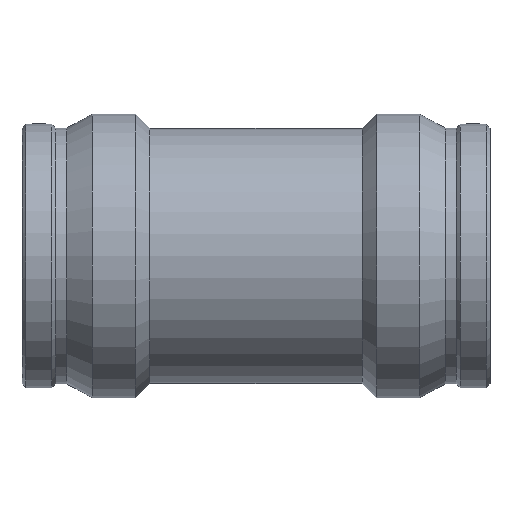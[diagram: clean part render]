
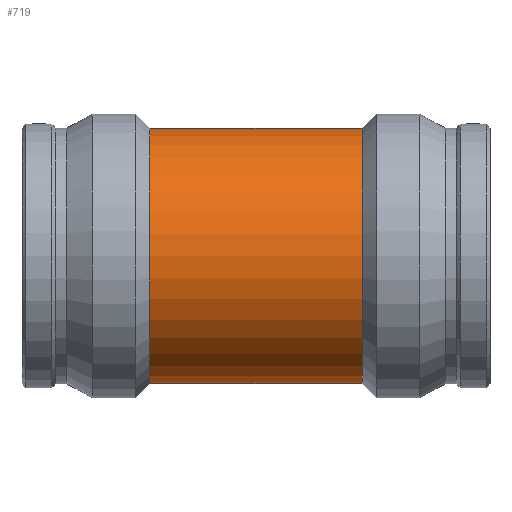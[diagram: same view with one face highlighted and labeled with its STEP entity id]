
A CAD part, top view. The second image highlights one B-rep face of the part: STEP entity #719.
In plain terms, the highlighted cylindrical face has radius 146.7 mm (diameter 293.4 mm), a full revolution.
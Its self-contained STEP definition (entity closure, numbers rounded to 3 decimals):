
#79=FACE_BOUND('',#331,.T.);
#80=FACE_BOUND('',#332,.T.);
#147=CIRCLE('',#807,146.7);
#148=CIRCLE('',#808,146.7);
#199=CYLINDRICAL_SURFACE('',#806,146.7);
#235=FACE_OUTER_BOUND('',#330,.T.);
#330=EDGE_LOOP('',(#616));
#331=EDGE_LOOP('',(#617));
#332=EDGE_LOOP('',(#618));
#416=B_SPLINE_CURVE_WITH_KNOTS('',3,(#1449,#1450,#1451,#1452,#1453,#1454,
#1455,#1456,#1457,#1458,#1459,#1460,#1461,#1462,#1463,#1464,#1465,#1466,
#1467,#1468,#1469,#1470,#1471,#1472,#1473,#1474,#1475,#1476,#1477,#1478,
#1479,#1480,#1481,#1482,#1483,#1484,#1485,#1486,#1487,#1488,#1489,#1490,
#1491,#1492,#1493,#1494,#1495,#1496,#1497,#1498,#1499,#1500,#1501,#1502,
#1503,#1504,#1505,#1506,#1507,#1508,#1509,#1510,#1511,#1512,#1513,#1514),
 .UNSPECIFIED.,.T.,.F.,(4,2,2,2,2,2,2,2,2,2,2,2,2,2,2,2,2,2,2,2,2,2,2,2,
2,2,2,2,2,2,2,2,4),(0.,0.95,1.9,2.851,
3.801,4.751,5.701,6.65,7.6,
8.55,9.5,10.449,11.399,12.349,
13.3,14.25,15.2,16.15,17.101,
18.051,19.001,19.951,20.901,21.85,
22.8,23.75,24.7,25.649,26.599,
27.549,28.5,29.45,30.4),
 .UNSPECIFIED.);
#439=VERTEX_POINT('',#1448);
#448=VERTEX_POINT('',#1541);
#449=VERTEX_POINT('',#1543);
#509=EDGE_CURVE('',#439,#439,#416,.T.);
#518=EDGE_CURVE('',#448,#448,#147,.T.);
#519=EDGE_CURVE('',#449,#449,#148,.T.);
#616=ORIENTED_EDGE('',*,*,#518,.F.);
#617=ORIENTED_EDGE('',*,*,#519,.T.);
#618=ORIENTED_EDGE('',*,*,#509,.T.);
#719=ADVANCED_FACE('',(#235,#79,#80),#199,.T.);
#806=AXIS2_PLACEMENT_3D('',#1540,#977,#978);
#807=AXIS2_PLACEMENT_3D('',#1542,#979,#980);
#808=AXIS2_PLACEMENT_3D('',#1544,#981,#982);
#977=DIRECTION('center_axis',(1.,0.,0.));
#978=DIRECTION('ref_axis',(0.,1.,0.));
#979=DIRECTION('center_axis',(1.,0.,0.));
#980=DIRECTION('ref_axis',(0.,0.,-1.));
#981=DIRECTION('center_axis',(1.,0.,0.));
#982=DIRECTION('ref_axis',(0.,0.,-1.));
#1448=CARTESIAN_POINT('',(0.,50.,-137.916));
#1449=CARTESIAN_POINT('Ctrl Pts',(0.,50.,-137.916));
#1450=CARTESIAN_POINT('Ctrl Pts',(-3.167,50.,-137.916));
#1451=CARTESIAN_POINT('Ctrl Pts',(-6.434,49.694,-138.028));
#1452=CARTESIAN_POINT('Ctrl Pts',(-12.915,48.416,-138.482));
#1453=CARTESIAN_POINT('Ctrl Pts',(-16.129,47.444,-138.823));
#1454=CARTESIAN_POINT('Ctrl Pts',(-22.28,44.885,-139.671));
#1455=CARTESIAN_POINT('Ctrl Pts',(-25.222,43.297,-140.178));
#1456=CARTESIAN_POINT('Ctrl Pts',(-30.657,39.635,-141.257));
#1457=CARTESIAN_POINT('Ctrl Pts',(-33.149,37.561,-141.828));
#1458=CARTESIAN_POINT('Ctrl Pts',(-37.56,33.15,-142.923));
#1459=CARTESIAN_POINT('Ctrl Pts',(-39.633,30.658,-143.487));
#1460=CARTESIAN_POINT('Ctrl Pts',(-43.296,25.223,-144.542));
#1461=CARTESIAN_POINT('Ctrl Pts',(-44.885,22.281,-145.031));
#1462=CARTESIAN_POINT('Ctrl Pts',(-47.445,16.128,-145.844));
#1463=CARTESIAN_POINT('Ctrl Pts',(-48.417,12.913,-146.167));
#1464=CARTESIAN_POINT('Ctrl Pts',(-49.694,6.432,-146.595));
#1465=CARTESIAN_POINT('Ctrl Pts',(-50.,3.166,-146.7));
#1466=CARTESIAN_POINT('Ctrl Pts',(-50.,-3.166,-146.7));
#1467=CARTESIAN_POINT('Ctrl Pts',(-49.694,-6.432,-146.595));
#1468=CARTESIAN_POINT('Ctrl Pts',(-48.417,-12.913,-146.167));
#1469=CARTESIAN_POINT('Ctrl Pts',(-47.445,-16.128,-145.844));
#1470=CARTESIAN_POINT('Ctrl Pts',(-44.885,-22.281,-145.031));
#1471=CARTESIAN_POINT('Ctrl Pts',(-43.296,-25.223,-144.542));
#1472=CARTESIAN_POINT('Ctrl Pts',(-39.633,-30.658,-143.487));
#1473=CARTESIAN_POINT('Ctrl Pts',(-37.56,-33.15,-142.923));
#1474=CARTESIAN_POINT('Ctrl Pts',(-33.149,-37.561,-141.828));
#1475=CARTESIAN_POINT('Ctrl Pts',(-30.657,-39.635,-141.257));
#1476=CARTESIAN_POINT('Ctrl Pts',(-25.222,-43.297,-140.178));
#1477=CARTESIAN_POINT('Ctrl Pts',(-22.28,-44.885,-139.671));
#1478=CARTESIAN_POINT('Ctrl Pts',(-16.129,-47.444,-138.823));
#1479=CARTESIAN_POINT('Ctrl Pts',(-12.915,-48.416,-138.482));
#1480=CARTESIAN_POINT('Ctrl Pts',(-6.434,-49.694,-138.028));
#1481=CARTESIAN_POINT('Ctrl Pts',(-3.167,-50.,-137.916));
#1482=CARTESIAN_POINT('Ctrl Pts',(3.167,-50.,-137.916));
#1483=CARTESIAN_POINT('Ctrl Pts',(6.434,-49.694,-138.028));
#1484=CARTESIAN_POINT('Ctrl Pts',(12.915,-48.416,-138.482));
#1485=CARTESIAN_POINT('Ctrl Pts',(16.129,-47.444,-138.823));
#1486=CARTESIAN_POINT('Ctrl Pts',(22.28,-44.885,-139.671));
#1487=CARTESIAN_POINT('Ctrl Pts',(25.222,-43.297,-140.178));
#1488=CARTESIAN_POINT('Ctrl Pts',(30.657,-39.635,-141.257));
#1489=CARTESIAN_POINT('Ctrl Pts',(33.149,-37.561,-141.828));
#1490=CARTESIAN_POINT('Ctrl Pts',(37.56,-33.15,-142.923));
#1491=CARTESIAN_POINT('Ctrl Pts',(39.633,-30.658,-143.487));
#1492=CARTESIAN_POINT('Ctrl Pts',(43.296,-25.223,-144.542));
#1493=CARTESIAN_POINT('Ctrl Pts',(44.885,-22.281,-145.031));
#1494=CARTESIAN_POINT('Ctrl Pts',(47.445,-16.128,-145.844));
#1495=CARTESIAN_POINT('Ctrl Pts',(48.417,-12.913,-146.167));
#1496=CARTESIAN_POINT('Ctrl Pts',(49.694,-6.432,-146.595));
#1497=CARTESIAN_POINT('Ctrl Pts',(50.,-3.166,-146.7));
#1498=CARTESIAN_POINT('Ctrl Pts',(50.,3.166,-146.7));
#1499=CARTESIAN_POINT('Ctrl Pts',(49.694,6.432,-146.595));
#1500=CARTESIAN_POINT('Ctrl Pts',(48.417,12.913,-146.167));
#1501=CARTESIAN_POINT('Ctrl Pts',(47.445,16.128,-145.844));
#1502=CARTESIAN_POINT('Ctrl Pts',(44.885,22.281,-145.031));
#1503=CARTESIAN_POINT('Ctrl Pts',(43.296,25.223,-144.542));
#1504=CARTESIAN_POINT('Ctrl Pts',(39.633,30.658,-143.487));
#1505=CARTESIAN_POINT('Ctrl Pts',(37.56,33.15,-142.923));
#1506=CARTESIAN_POINT('Ctrl Pts',(33.149,37.561,-141.828));
#1507=CARTESIAN_POINT('Ctrl Pts',(30.657,39.635,-141.257));
#1508=CARTESIAN_POINT('Ctrl Pts',(25.222,43.297,-140.178));
#1509=CARTESIAN_POINT('Ctrl Pts',(22.28,44.885,-139.671));
#1510=CARTESIAN_POINT('Ctrl Pts',(16.129,47.444,-138.823));
#1511=CARTESIAN_POINT('Ctrl Pts',(12.915,48.416,-138.482));
#1512=CARTESIAN_POINT('Ctrl Pts',(6.434,49.694,-138.028));
#1513=CARTESIAN_POINT('Ctrl Pts',(3.167,50.,-137.916));
#1514=CARTESIAN_POINT('Ctrl Pts',(0.,50.,-137.916));
#1540=CARTESIAN_POINT('Origin',(0.,0.,0.));
#1541=CARTESIAN_POINT('',(122.395,146.7,0.));
#1542=CARTESIAN_POINT('Origin',(122.395,0.,0.));
#1543=CARTESIAN_POINT('',(-122.395,146.7,0.));
#1544=CARTESIAN_POINT('Origin',(-122.395,0.,0.));
